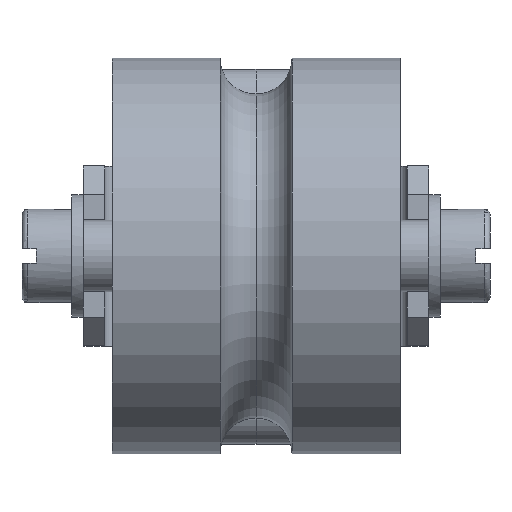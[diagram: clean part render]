
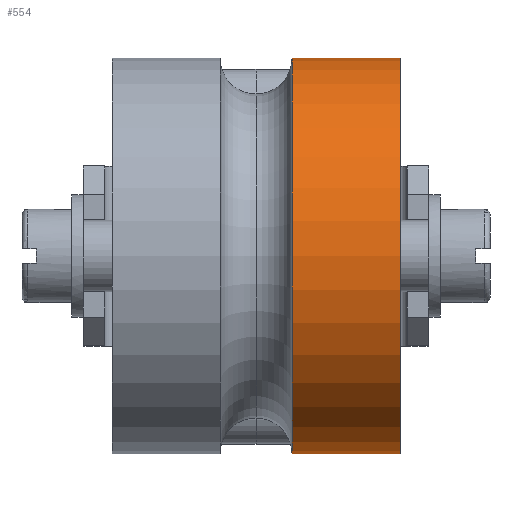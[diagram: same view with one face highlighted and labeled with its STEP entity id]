
A CAD part, top view. The second image highlights one B-rep face of the part: STEP entity #554.
In plain terms, the highlighted cylindrical face has radius 27.5 mm (diameter 55 mm), a partial arc.
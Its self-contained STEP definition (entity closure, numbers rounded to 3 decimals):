
#554=ADVANCED_FACE('',(#1568),#1569,.T.);
#1568=FACE_OUTER_BOUND('',#3116,.T.);
#1569=CYLINDRICAL_SURFACE('',#3117,27.5);
#3116=EDGE_LOOP('',(#4712,#4713,#4714,#4715));
#3117=AXIS2_PLACEMENT_3D('',#4716,#4717,#4718);
#4712=ORIENTED_EDGE('',*,*,#9041,.F.);
#4713=ORIENTED_EDGE('',*,*,#9042,.T.);
#4714=ORIENTED_EDGE('',*,*,#9043,.F.);
#4715=ORIENTED_EDGE('',*,*,#9044,.F.);
#4716=CARTESIAN_POINT('',(13.5,0.0,104.0));
#4717=DIRECTION('',(1.0,0.0,0.0));
#4718=DIRECTION('',(0.0,1.0,0.0));
#9041=EDGE_CURVE('',#10788,#10789,#10790,.T.);
#9042=EDGE_CURVE('',#10788,#10791,#10792,.T.);
#9043=EDGE_CURVE('',#10793,#10791,#10794,.T.);
#9044=EDGE_CURVE('',#10789,#10793,#10795,.T.);
#10788=VERTEX_POINT('',#13316);
#10789=VERTEX_POINT('',#13317);
#10790=LINE('',#13318,#13319);
#10791=VERTEX_POINT('',#13320);
#10792=CIRCLE('',#13321,27.5);
#10793=VERTEX_POINT('',#13322);
#10794=LINE('',#13323,#13324);
#10795=CIRCLE('',#13325,27.5);
#13316=CARTESIAN_POINT('',(18.5,27.5,104.0));
#13317=CARTESIAN_POINT('',(33.5,27.5,104.0));
#13318=CARTESIAN_POINT('',(26.0,27.5,104.0));
#13319=VECTOR('',#16872,1.0);
#13320=CARTESIAN_POINT('',(18.5,-27.5,104.0));
#13321=AXIS2_PLACEMENT_3D('',#16873,#16874,#16875);
#13322=CARTESIAN_POINT('',(33.5,-27.5,104.0));
#13323=CARTESIAN_POINT('',(26.0,-27.5,104.0));
#13324=VECTOR('',#16876,1.0);
#13325=AXIS2_PLACEMENT_3D('',#16877,#16878,#16879);
#16872=DIRECTION('',(1.0,0.0,0.0));
#16873=CARTESIAN_POINT('',(18.5,0.0,104.0));
#16874=DIRECTION('',(1.0,0.0,0.0));
#16875=DIRECTION('',(0.0,1.0,0.0));
#16876=DIRECTION('',(-1.0,-0.0,-0.0));
#16877=CARTESIAN_POINT('',(33.5,0.0,104.0));
#16878=DIRECTION('',(1.0,0.0,0.0));
#16879=DIRECTION('',(0.0,1.0,0.0));
